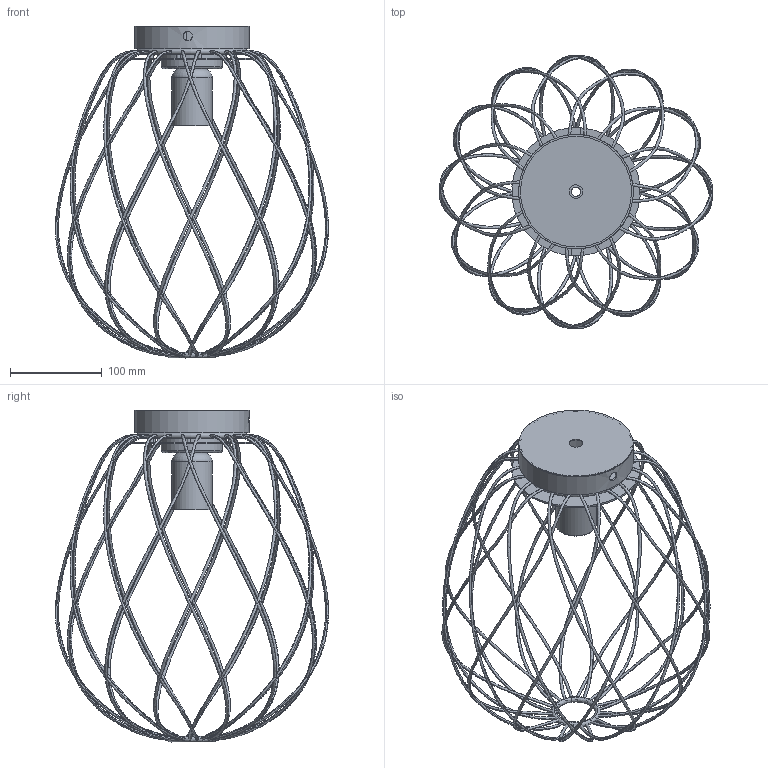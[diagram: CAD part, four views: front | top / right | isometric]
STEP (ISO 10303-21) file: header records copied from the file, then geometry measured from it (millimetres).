
FILE_DESCRIPTION(/* description */ (''),/* implementation_level */ '2;1');
FILE_NAME(/* name */ 'F436405xxxxxNE.stp',/* time_stamp */ '2020-01-14T11:17:02+01:00',/* author */ ('sghezzi'),/* organization */ (''),/* preprocessor_version */ 'ST-DEVELOPER v17.2',/* originating_system */ 'Autodesk Inventor 2019',/* authorisation */ '');
FILE_SCHEMA (('AUTOMOTIVE_DESIGN { 1 0 10303 214 3 1 1 }'));
Products named in the file (7): Assieme2 tavolo; Riva 300REV3 SOLO CESTO; Base tavolo; Parte elettrificata tavolo; Flangia Pinecone Tavolo piccola; 070011853_BICCHIERINO_E27; Coperchio Calamita
Assembly tree (7 placements, depth 2):
  Assieme2 tavolo
    Riva 300REV3 SOLO CESTO
    Base tavolo
    Parte elettrificata tavolo
    Flangia Pinecone Tavolo piccola  x2
    070011853_BICCHIERINO_E27
    Coperchio Calamita
Bounding box: 297.8 x 297.81 x 362 mm (x, y, z)
Volume: 188687.6 mm3; surface area: 238651.7 mm2
Topology: 12 solids, 12 shells, 253 faces, 819 edges, 554 vertices
Faces by surface type: bspline 128, plane 77, cylinder 37, cone 6, torus 5
Full cylindrical faces by diameter (mm): 4 x9, 4.2 x9, 10 x1, 10.2 x1, 15 x1, 43 x1, 44 x1, 63 x1, 67 x1, 68 x1, 80 x1, 121 x2, 125 x2
Entity records: 51492 total; most frequent: CARTESIAN_POINT 45743, ORIENTED_EDGE 1578, EDGE_CURVE 789, DIRECTION 701, VERTEX_POINT 532, B_SPLINE_CURVE_WITH_KNOTS 332, AXIS2_PLACEMENT_3D 327, EDGE_LOOP 289
